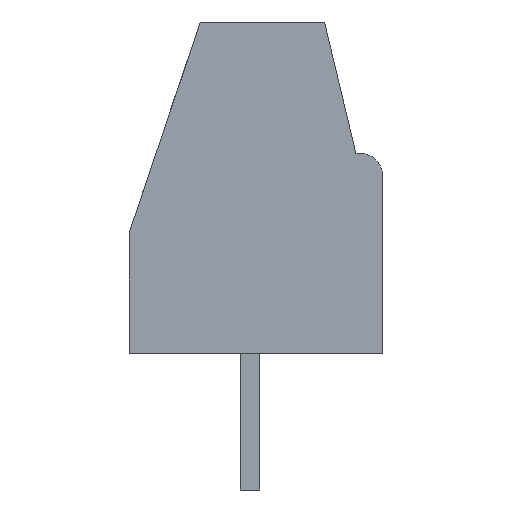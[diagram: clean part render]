
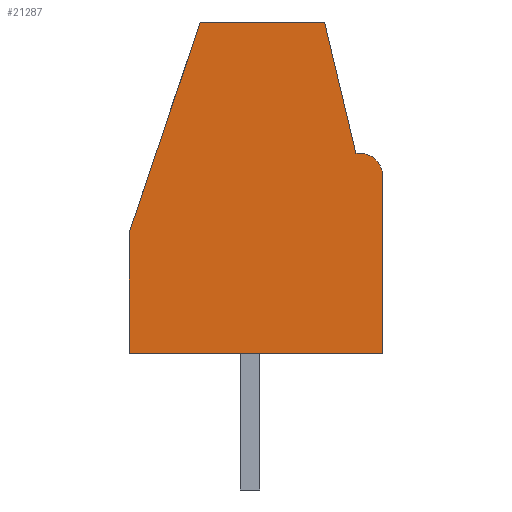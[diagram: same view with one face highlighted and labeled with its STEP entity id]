
A CAD part, left-side view. The second image highlights one B-rep face of the part: STEP entity #21287.
In plain terms, the highlighted planar face has unit normal (-1, 0, 0).
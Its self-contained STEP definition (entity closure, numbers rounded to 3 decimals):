
#17 = DIRECTION ( 'NONE',  ( 0., 0., -1. ) ) ;
#1272 = LINE ( 'NONE', #8373, #22546 ) ;
#2203 = ORIENTED_EDGE ( 'NONE', *, *, #7215, .T. ) ;
#2431 = CARTESIAN_POINT ( 'NONE',  ( -9.14, 3.1, 8.5 ) ) ;
#2551 = DIRECTION ( 'NONE',  ( 1., 0., 0. ) ) ;
#2599 = CARTESIAN_POINT ( 'NONE',  ( -9.14, 3.1, 8.5 ) ) ;
#2764 = VERTEX_POINT ( 'NONE', #16974 ) ;
#2919 = ORIENTED_EDGE ( 'NONE', *, *, #10539, .F. ) ;
#3061 = DIRECTION ( 'NONE',  ( 0., 0., -1. ) ) ;
#3221 = EDGE_LOOP ( 'NONE', ( #22170, #19264, #2919, #10619, #12676, #5774, #2203, #3633 ) ) ;
#3633 = ORIENTED_EDGE ( 'NONE', *, *, #18364, .T. ) ;
#3920 = CARTESIAN_POINT ( 'NONE',  ( -9.14, 3.1, 0. ) ) ;
#3961 = VERTEX_POINT ( 'NONE', #5058 ) ;
#4524 = EDGE_CURVE ( 'NONE', #10910, #19483, #1272, .T. ) ;
#5044 = CARTESIAN_POINT ( 'NONE',  ( -9.14, -2.8, 4.54 ) ) ;
#5058 = CARTESIAN_POINT ( 'NONE',  ( -9.14, 3.1, 3.098 ) ) ;
#5325 = CARTESIAN_POINT ( 'NONE',  ( -9.14, -1.908, 8.5 ) ) ;
#5774 = ORIENTED_EDGE ( 'NONE', *, *, #6507, .F. ) ;
#6138 = LINE ( 'NONE', #13251, #15119 ) ;
#6182 = CIRCLE ( 'NONE', #22164, 0.6 ) ;
#6498 = DIRECTION ( 'NONE',  ( 0., 0., -1. ) ) ;
#6507 = EDGE_CURVE ( 'NONE', #3961, #19468, #6138, .T. ) ;
#6911 = EDGE_CURVE ( 'NONE', #10910, #2764, #6182, .T. ) ;
#7215 = EDGE_CURVE ( 'NONE', #3961, #10041, #15825, .T. ) ;
#7934 = VERTEX_POINT ( 'NONE', #22644 ) ;
#7935 = CARTESIAN_POINT ( 'NONE',  ( -9.14, -1.908, 8.5 ) ) ;
#8064 = VECTOR ( 'NONE', #9531, 1000. ) ;
#8202 = CARTESIAN_POINT ( 'NONE',  ( -9.14, -3.4, 4.54 ) ) ;
#8301 = DIRECTION ( 'NONE',  ( 0., -1., 0. ) ) ;
#8373 = CARTESIAN_POINT ( 'NONE',  ( -9.14, -3.4, 8.5 ) ) ;
#8972 = VECTOR ( 'NONE', #16956, 1000. ) ;
#9531 = DIRECTION ( 'NONE',  ( 0., -1., 0. ) ) ;
#10041 = VERTEX_POINT ( 'NONE', #15083 ) ;
#10538 = FACE_OUTER_BOUND ( 'NONE', #3221, .T. ) ;
#10539 = EDGE_CURVE ( 'NONE', #7934, #2764, #22072, .T. ) ;
#10619 = ORIENTED_EDGE ( 'NONE', *, *, #19050, .F. ) ;
#10910 = VERTEX_POINT ( 'NONE', #8202 ) ;
#11154 = AXIS2_PLACEMENT_3D ( 'NONE', #2431, #2551, #16655 ) ;
#11295 = LINE ( 'NONE', #3920, #8064 ) ;
#11913 = LINE ( 'NONE', #2599, #20594 ) ;
#12676 = ORIENTED_EDGE ( 'NONE', *, *, #15349, .F. ) ;
#13251 = CARTESIAN_POINT ( 'NONE',  ( -9.14, 1.278, 8.5 ) ) ;
#13258 = VECTOR ( 'NONE', #17, 1000. ) ;
#14153 = LINE ( 'NONE', #7935, #19549 ) ;
#14191 = CARTESIAN_POINT ( 'NONE',  ( -9.14, 3.1, 8.5 ) ) ;
#15083 = CARTESIAN_POINT ( 'NONE',  ( -9.14, 3.1, 0. ) ) ;
#15119 = VECTOR ( 'NONE', #20344, 1000. ) ;
#15349 = EDGE_CURVE ( 'NONE', #19468, #19542, #11913, .T. ) ;
#15638 = PLANE ( 'NONE',  #11154 ) ;
#15825 = LINE ( 'NONE', #14191, #13258 ) ;
#16629 = CARTESIAN_POINT ( 'NONE',  ( -9.14, -2.713, 5.14 ) ) ;
#16655 = DIRECTION ( 'NONE',  ( 0., 0., -1. ) ) ;
#16956 = DIRECTION ( 'NONE',  ( 0., -1., 0. ) ) ;
#16974 = CARTESIAN_POINT ( 'NONE',  ( -9.14, -2.8, 5.14 ) ) ;
#17525 = DIRECTION ( 'NONE',  ( -1., 0., 0. ) ) ;
#18364 = EDGE_CURVE ( 'NONE', #10041, #19483, #11295, .T. ) ;
#18406 = DIRECTION ( 'NONE',  ( 0., -0.233, -0.973 ) ) ;
#19050 = EDGE_CURVE ( 'NONE', #19542, #7934, #14153, .T. ) ;
#19264 = ORIENTED_EDGE ( 'NONE', *, *, #6911, .T. ) ;
#19468 = VERTEX_POINT ( 'NONE', #22219 ) ;
#19483 = VERTEX_POINT ( 'NONE', #20700 ) ;
#19542 = VERTEX_POINT ( 'NONE', #5325 ) ;
#19549 = VECTOR ( 'NONE', #18406, 1000. ) ;
#20344 = DIRECTION ( 'NONE',  ( 0., -0.32, 0.948 ) ) ;
#20594 = VECTOR ( 'NONE', #8301, 1000. ) ;
#20700 = CARTESIAN_POINT ( 'NONE',  ( -9.14, -3.4, 0. ) ) ;
#21287 = ADVANCED_FACE ( 'NONE', ( #10538 ), #15638, .F. ) ;
#22072 = LINE ( 'NONE', #16629, #8972 ) ;
#22164 = AXIS2_PLACEMENT_3D ( 'NONE', #5044, #17525, #3061 ) ;
#22170 = ORIENTED_EDGE ( 'NONE', *, *, #4524, .F. ) ;
#22219 = CARTESIAN_POINT ( 'NONE',  ( -9.14, 1.278, 8.5 ) ) ;
#22546 = VECTOR ( 'NONE', #6498, 1000. ) ;
#22644 = CARTESIAN_POINT ( 'NONE',  ( -9.14, -2.713, 5.14 ) ) ;
